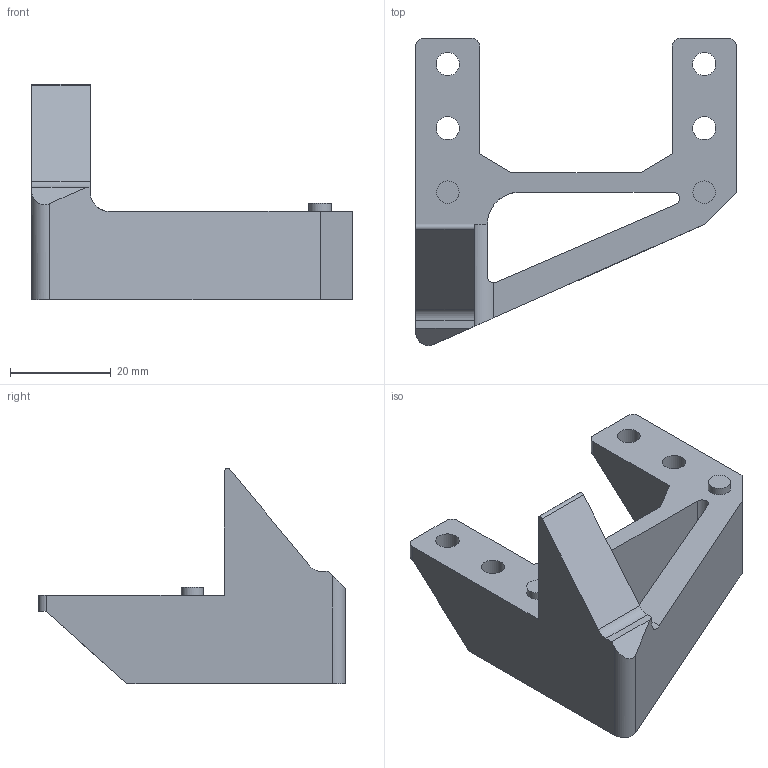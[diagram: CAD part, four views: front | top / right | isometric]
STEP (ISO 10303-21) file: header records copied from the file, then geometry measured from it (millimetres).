
FILE_DESCRIPTION(/* description */ (''),/* implementation_level */ '2;1');
FILE_NAME(/* name */ 'Wheel Guard.step',/* time_stamp */ '2024-06-27T20:57:11-05:00',/* author */ (''),/* organization */ (''),/* preprocessor_version */ 'ST-DEVELOPER v20',/* originating_system */ 'Autodesk Translation Framework v13.14.0.145',/* authorisation */ '');
FILE_SCHEMA (('AUTOMOTIVE_DESIGN { 1 0 10303 214 3 1 1 }'));
Length unit declared in the file: inch
Products named in the file (1): FusionComponent
Bounding box: 63.5 x 60.86 x 42.64 mm (x, y, z)
Volume: 28014.4 mm3; surface area: 10612.1 mm2
Topology: 1 solids, 1 shells, 52 faces, 136 edges, 89 vertices
Faces by surface type: plane 31, cylinder 21
Full cylindrical faces by diameter (mm): 4.445 x2, 4.623 x4
Entity records: 1675 total; most frequent: DIRECTION 287, CARTESIAN_POINT 287, ORIENTED_EDGE 272, EDGE_CURVE 136, AXIS2_PLACEMENT_3D 99, LINE 89, VECTOR 89, VERTEX_POINT 89
